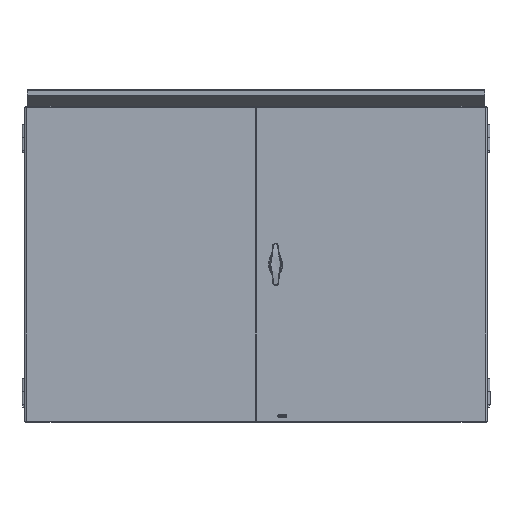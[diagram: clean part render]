
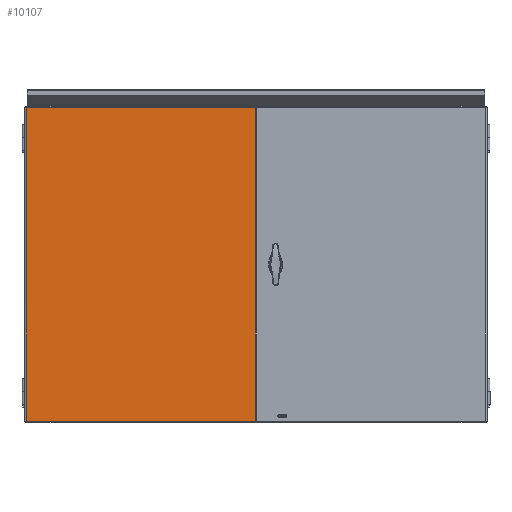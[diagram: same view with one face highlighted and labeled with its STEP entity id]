
A CAD part, top view. The second image highlights one B-rep face of the part: STEP entity #10107.
In plain terms, the highlighted planar face has unit normal (0, 0, 1).
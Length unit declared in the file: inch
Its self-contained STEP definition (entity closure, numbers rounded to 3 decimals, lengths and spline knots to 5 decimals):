
#722=PLANE($,#10880);
#1230=LINE($,#15539,#2002);
#1246=LINE($,#15617,#2018);
#1262=LINE($,#15687,#2034);
#1275=LINE($,#15774,#2047);
#2002=VECTOR($,#12449,22.0938);
#2018=VECTOR($,#12483,22.0938);
#2034=VECTOR($,#12519,30.1251);
#2047=VECTOR($,#12546,30.1251);
#2910=FACE_OUTER_BOUND($,#3554,.T.);
#3554=EDGE_LOOP($,(#7584,#7585,#7586,#7587));
#4765=VERTEX_POINT($,#15536);
#4766=VERTEX_POINT($,#15538);
#4777=VERTEX_POINT($,#15608);
#4778=VERTEX_POINT($,#15616);
#5777=EDGE_CURVE($,#4766,#4765,#1230,.T.);
#5797=EDGE_CURVE($,#4778,#4777,#1246,.T.);
#5817=EDGE_CURVE($,#4777,#4766,#1262,.T.);
#5833=EDGE_CURVE($,#4778,#4765,#1275,.T.);
#7584=ORIENTED_EDGE($,*,*,#5777,.T.);
#7585=ORIENTED_EDGE($,*,*,#5833,.F.);
#7586=ORIENTED_EDGE($,*,*,#5797,.T.);
#7587=ORIENTED_EDGE($,*,*,#5817,.T.);
#10107=ADVANCED_FACE($,(#2910),#722,.T.);
#10880=AXIS2_PLACEMENT_3D($,#15773,#12544,#12545);
#12449=DIRECTION($,(1.,0.,0.));
#12483=DIRECTION($,(-1.,0.,0.));
#12519=DIRECTION($,(0.,-1.,0.));
#12544=DIRECTION('center_axis',(0.,0.,1.));
#12545=DIRECTION('ref_axis',(1.,0.,0.));
#12546=DIRECTION($,(0.,-1.,0.));
#15536=CARTESIAN_POINT('',(11.10938,-15.06255,0.0937));
#15538=CARTESIAN_POINT('',(-10.98443,-15.06255,0.0937));
#15539=CARTESIAN_POINT($,(-5.49221,-15.06255,0.0937));
#15608=CARTESIAN_POINT('',(-10.98443,15.06255,0.0937));
#15616=CARTESIAN_POINT('',(11.10938,15.06255,0.0937));
#15617=CARTESIAN_POINT($,(5.55469,15.06255,0.0937));
#15687=CARTESIAN_POINT($,(-10.98443,7.53128,0.0937));
#15773=CARTESIAN_POINT('Origin',(0.,0.,
0.0937));
#15774=CARTESIAN_POINT($,(11.10938,15.1875,0.0937));
